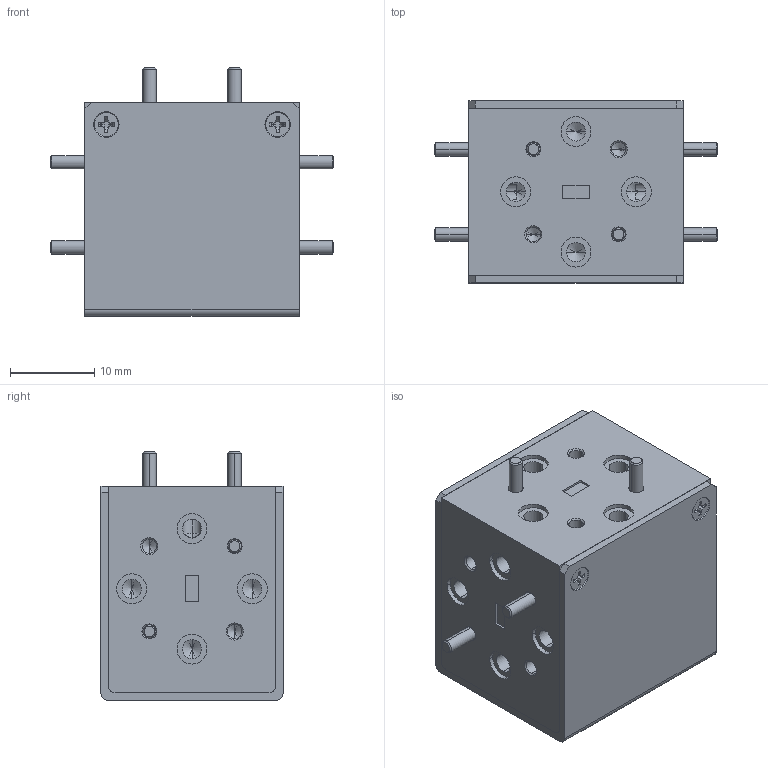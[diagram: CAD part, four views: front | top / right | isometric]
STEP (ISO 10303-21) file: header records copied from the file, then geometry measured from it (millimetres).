
FILE_DESCRIPTION (( 'STEP AP214' ), '1' );
FILE_NAME ('NW-CE-SH1, DF.STEP', '2018-06-11T21:54:45', ( '' ), ( '' ), 'SwSTEP 2.0', 'SolidWorks 2016', '' );
FILE_SCHEMA (( 'AUTOMOTIVE_DESIGN' ));
Length unit declared in the file: inch
Products named in the file (1): NW-CE-SH1, DF
Bounding box: 33.53 x 21.59 x 29.46 mm (x, y, z)
Volume: 13610.9 mm3; surface area: 8087.8 mm2
Topology: 12 solids, 12 shells, 489 faces, 1254 edges, 776 vertices
Faces by surface type: cylinder 178, cone 168, plane 131, bspline 12
Entity records: 26210 total; most frequent: CARTESIAN_POINT 8680, ORIENTED_EDGE 2404, DIRECTION 2166, EDGE_CURVE 1202, AXIS2_PLACEMENT_3D 826, VERTEX_POINT 776, EDGE_LOOP 540, VECTOR 514
